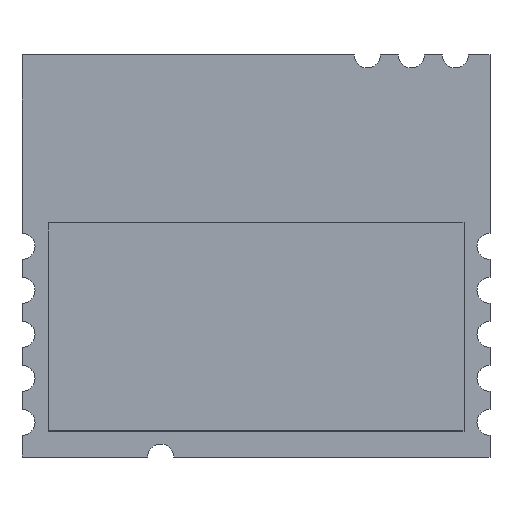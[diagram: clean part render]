
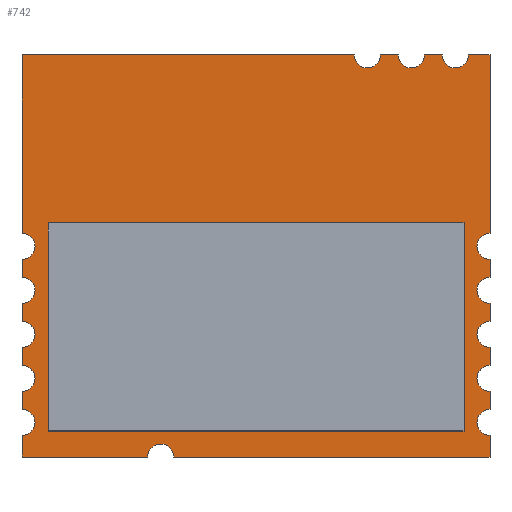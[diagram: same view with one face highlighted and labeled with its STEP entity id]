
A CAD part, top view. The second image highlights one B-rep face of the part: STEP entity #742.
In plain terms, the highlighted planar face has unit normal (0, 0, 1).
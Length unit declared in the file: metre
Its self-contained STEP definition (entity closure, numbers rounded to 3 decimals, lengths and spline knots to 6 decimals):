
#39=CIRCLE('',#826,0.000375);
#40=CIRCLE('',#827,0.000375);
#41=CIRCLE('',#828,0.000375);
#42=CIRCLE('',#829,0.000375);
#43=CIRCLE('',#830,0.000375);
#44=CIRCLE('',#831,0.000375);
#45=CIRCLE('',#832,0.000375);
#46=CIRCLE('',#833,0.000375);
#47=CIRCLE('',#834,0.000375);
#48=CIRCLE('',#835,0.000375);
#49=CIRCLE('',#836,0.000375);
#50=CIRCLE('',#837,0.000375);
#51=CIRCLE('',#838,0.000375);
#52=CIRCLE('',#839,0.000375);
#123=ORIENTED_EDGE('',*,*,#338,.F.);
#124=ORIENTED_EDGE('',*,*,#339,.T.);
#125=ORIENTED_EDGE('',*,*,#324,.T.);
#126=ORIENTED_EDGE('',*,*,#340,.F.);
#127=ORIENTED_EDGE('',*,*,#320,.T.);
#128=ORIENTED_EDGE('',*,*,#341,.F.);
#129=ORIENTED_EDGE('',*,*,#316,.T.);
#130=ORIENTED_EDGE('',*,*,#342,.F.);
#131=ORIENTED_EDGE('',*,*,#312,.T.);
#132=ORIENTED_EDGE('',*,*,#343,.F.);
#133=ORIENTED_EDGE('',*,*,#308,.T.);
#134=ORIENTED_EDGE('',*,*,#344,.F.);
#135=ORIENTED_EDGE('',*,*,#345,.T.);
#136=ORIENTED_EDGE('',*,*,#346,.F.);
#137=ORIENTED_EDGE('',*,*,#347,.F.);
#138=ORIENTED_EDGE('',*,*,#335,.F.);
#139=ORIENTED_EDGE('',*,*,#348,.F.);
#140=ORIENTED_EDGE('',*,*,#331,.F.);
#141=ORIENTED_EDGE('',*,*,#349,.F.);
#142=ORIENTED_EDGE('',*,*,#329,.F.);
#143=ORIENTED_EDGE('',*,*,#350,.F.);
#144=ORIENTED_EDGE('',*,*,#351,.F.);
#145=ORIENTED_EDGE('',*,*,#300,.F.);
#146=ORIENTED_EDGE('',*,*,#352,.F.);
#147=ORIENTED_EDGE('',*,*,#296,.F.);
#148=ORIENTED_EDGE('',*,*,#353,.F.);
#149=ORIENTED_EDGE('',*,*,#292,.F.);
#150=ORIENTED_EDGE('',*,*,#354,.F.);
#151=ORIENTED_EDGE('',*,*,#288,.F.);
#152=ORIENTED_EDGE('',*,*,#355,.F.);
#153=ORIENTED_EDGE('',*,*,#286,.F.);
#154=ORIENTED_EDGE('',*,*,#305,.T.);
#155=ORIENTED_EDGE('',*,*,#356,.F.);
#156=ORIENTED_EDGE('',*,*,#357,.T.);
#157=ORIENTED_EDGE('',*,*,#358,.T.);
#158=ORIENTED_EDGE('',*,*,#359,.F.);
#286=EDGE_CURVE('',#394,#392,#466,.T.);
#288=EDGE_CURVE('',#395,#397,#468,.T.);
#292=EDGE_CURVE('',#399,#401,#472,.T.);
#296=EDGE_CURVE('',#403,#405,#476,.T.);
#300=EDGE_CURVE('',#407,#409,#480,.T.);
#305=EDGE_CURVE('',#394,#412,#485,.T.);
#308=EDGE_CURVE('',#416,#415,#488,.T.);
#312=EDGE_CURVE('',#420,#419,#492,.T.);
#316=EDGE_CURVE('',#424,#423,#496,.T.);
#320=EDGE_CURVE('',#428,#427,#500,.T.);
#324=EDGE_CURVE('',#432,#431,#504,.T.);
#329=EDGE_CURVE('',#436,#434,#509,.T.);
#331=EDGE_CURVE('',#437,#439,#511,.T.);
#335=EDGE_CURVE('',#441,#443,#515,.T.);
#338=EDGE_CURVE('',#445,#412,#39,.T.);
#339=EDGE_CURVE('',#445,#432,#518,.T.);
#340=EDGE_CURVE('',#428,#431,#40,.T.);
#341=EDGE_CURVE('',#424,#427,#41,.T.);
#342=EDGE_CURVE('',#420,#423,#42,.T.);
#343=EDGE_CURVE('',#416,#419,#43,.T.);
#344=EDGE_CURVE('',#446,#415,#44,.T.);
#345=EDGE_CURVE('',#446,#447,#519,.T.);
#346=EDGE_CURVE('',#448,#447,#520,.T.);
#347=EDGE_CURVE('',#443,#448,#45,.T.);
#348=EDGE_CURVE('',#439,#441,#46,.T.);
#349=EDGE_CURVE('',#434,#437,#47,.T.);
#350=EDGE_CURVE('',#449,#436,#521,.T.);
#351=EDGE_CURVE('',#409,#449,#48,.T.);
#352=EDGE_CURVE('',#405,#407,#49,.T.);
#353=EDGE_CURVE('',#401,#403,#50,.T.);
#354=EDGE_CURVE('',#397,#399,#51,.T.);
#355=EDGE_CURVE('',#392,#395,#52,.T.);
#356=EDGE_CURVE('',#450,#451,#522,.T.);
#357=EDGE_CURVE('',#450,#452,#523,.T.);
#358=EDGE_CURVE('',#452,#453,#524,.T.);
#359=EDGE_CURVE('',#451,#453,#525,.T.);
#392=VERTEX_POINT('',#1098);
#394=VERTEX_POINT('',#1102);
#395=VERTEX_POINT('',#1106);
#397=VERTEX_POINT('',#1109);
#399=VERTEX_POINT('',#1115);
#401=VERTEX_POINT('',#1118);
#403=VERTEX_POINT('',#1124);
#405=VERTEX_POINT('',#1127);
#407=VERTEX_POINT('',#1133);
#409=VERTEX_POINT('',#1136);
#412=VERTEX_POINT('',#1144);
#415=VERTEX_POINT('',#1151);
#416=VERTEX_POINT('',#1153);
#419=VERTEX_POINT('',#1160);
#420=VERTEX_POINT('',#1162);
#423=VERTEX_POINT('',#1169);
#424=VERTEX_POINT('',#1171);
#427=VERTEX_POINT('',#1178);
#428=VERTEX_POINT('',#1180);
#431=VERTEX_POINT('',#1187);
#432=VERTEX_POINT('',#1189);
#434=VERTEX_POINT('',#1194);
#436=VERTEX_POINT('',#1198);
#437=VERTEX_POINT('',#1202);
#439=VERTEX_POINT('',#1205);
#441=VERTEX_POINT('',#1211);
#443=VERTEX_POINT('',#1214);
#445=VERTEX_POINT('',#1220);
#446=VERTEX_POINT('',#1227);
#447=VERTEX_POINT('',#1229);
#448=VERTEX_POINT('',#1231);
#449=VERTEX_POINT('',#1236);
#450=VERTEX_POINT('',#1243);
#451=VERTEX_POINT('',#1244);
#452=VERTEX_POINT('',#1246);
#453=VERTEX_POINT('',#1248);
#466=LINE('',#1103,#546);
#468=LINE('',#1108,#548);
#472=LINE('',#1117,#552);
#476=LINE('',#1126,#556);
#480=LINE('',#1135,#560);
#485=LINE('',#1145,#565);
#488=LINE('',#1152,#568);
#492=LINE('',#1161,#572);
#496=LINE('',#1170,#576);
#500=LINE('',#1179,#580);
#504=LINE('',#1188,#584);
#509=LINE('',#1199,#589);
#511=LINE('',#1204,#591);
#515=LINE('',#1213,#595);
#518=LINE('',#1221,#598);
#519=LINE('',#1228,#599);
#520=LINE('',#1230,#600);
#521=LINE('',#1235,#601);
#522=LINE('',#1242,#602);
#523=LINE('',#1245,#603);
#524=LINE('',#1247,#604);
#525=LINE('',#1249,#605);
#546=VECTOR('',#885,1.);
#548=VECTOR('',#889,1.);
#552=VECTOR('',#895,1.);
#556=VECTOR('',#901,1.);
#560=VECTOR('',#907,1.);
#565=VECTOR('',#914,1.);
#568=VECTOR('',#919,1.);
#572=VECTOR('',#925,1.);
#576=VECTOR('',#931,1.);
#580=VECTOR('',#937,1.);
#584=VECTOR('',#943,1.);
#589=VECTOR('',#950,1.);
#591=VECTOR('',#954,1.);
#595=VECTOR('',#960,1.);
#598=VECTOR('',#967,1.);
#599=VECTOR('',#978,1.);
#600=VECTOR('',#979,1.);
#601=VECTOR('',#986,1.);
#602=VECTOR('',#997,1.);
#603=VECTOR('',#998,1.);
#604=VECTOR('',#999,1.);
#605=VECTOR('',#1000,1.);
#637=EDGE_LOOP('',(#123,#124,#125,#126,#127,#128,#129,#130,#131,#132,#133,
#134,#135,#136,#137,#138,#139,#140,#141,#142,#143,#144,#145,#146,#147,#148,
#149,#150,#151,#152,#153,#154));
#638=EDGE_LOOP('',(#155,#156,#157,#158));
#677=FACE_BOUND('',#637,.T.);
#678=FACE_BOUND('',#638,.T.);
#717=PLANE('',#825);
#742=ADVANCED_FACE('',(#677,#678),#717,.T.);
#825=AXIS2_PLACEMENT_3D('',#1218,#963,#964);
#826=AXIS2_PLACEMENT_3D('',#1219,#965,#966);
#827=AXIS2_PLACEMENT_3D('',#1222,#968,#969);
#828=AXIS2_PLACEMENT_3D('',#1223,#970,#971);
#829=AXIS2_PLACEMENT_3D('',#1224,#972,#973);
#830=AXIS2_PLACEMENT_3D('',#1225,#974,#975);
#831=AXIS2_PLACEMENT_3D('',#1226,#976,#977);
#832=AXIS2_PLACEMENT_3D('',#1232,#980,#981);
#833=AXIS2_PLACEMENT_3D('',#1233,#982,#983);
#834=AXIS2_PLACEMENT_3D('',#1234,#984,#985);
#835=AXIS2_PLACEMENT_3D('',#1237,#987,#988);
#836=AXIS2_PLACEMENT_3D('',#1238,#989,#990);
#837=AXIS2_PLACEMENT_3D('',#1239,#991,#992);
#838=AXIS2_PLACEMENT_3D('',#1240,#993,#994);
#839=AXIS2_PLACEMENT_3D('',#1241,#995,#996);
#885=DIRECTION('',(0.,1.,0.));
#889=DIRECTION('',(0.,1.,0.));
#895=DIRECTION('',(0.,1.,0.));
#901=DIRECTION('',(0.,1.,0.));
#907=DIRECTION('',(0.,1.,0.));
#914=DIRECTION('',(1.,0.,0.));
#919=DIRECTION('',(0.,1.,0.));
#925=DIRECTION('',(0.,1.,0.));
#931=DIRECTION('',(0.,1.,0.));
#937=DIRECTION('',(0.,1.,0.));
#943=DIRECTION('',(0.,1.,0.));
#950=DIRECTION('',(1.,0.,0.));
#954=DIRECTION('',(1.,0.,0.));
#960=DIRECTION('',(1.,0.,0.));
#963=DIRECTION('',(0.,0.,1.));
#964=DIRECTION('',(1.,0.,0.));
#965=DIRECTION('',(0.,0.,1.));
#966=DIRECTION('',(1.,0.,0.));
#967=DIRECTION('',(1.,0.,0.));
#968=DIRECTION('',(0.,0.,1.));
#969=DIRECTION('',(1.,0.,0.));
#970=DIRECTION('',(0.,0.,1.));
#971=DIRECTION('',(1.,0.,0.));
#972=DIRECTION('',(0.,0.,1.));
#973=DIRECTION('',(1.,0.,0.));
#974=DIRECTION('',(0.,0.,1.));
#975=DIRECTION('',(1.,0.,0.));
#976=DIRECTION('',(0.,0.,1.));
#977=DIRECTION('',(1.,0.,0.));
#978=DIRECTION('',(0.,1.,0.));
#979=DIRECTION('',(1.,0.,0.));
#980=DIRECTION('',(0.,0.,1.));
#981=DIRECTION('',(1.,0.,0.));
#982=DIRECTION('',(0.,0.,1.));
#983=DIRECTION('',(1.,0.,0.));
#984=DIRECTION('',(0.,0.,1.));
#985=DIRECTION('',(1.,0.,0.));
#986=DIRECTION('',(0.,1.,0.));
#987=DIRECTION('',(0.,0.,1.));
#988=DIRECTION('',(1.,0.,0.));
#989=DIRECTION('',(0.,0.,1.));
#990=DIRECTION('',(1.,0.,0.));
#991=DIRECTION('',(0.,0.,1.));
#992=DIRECTION('',(1.,0.,0.));
#993=DIRECTION('',(0.,0.,1.));
#994=DIRECTION('',(1.,0.,0.));
#995=DIRECTION('',(0.,0.,1.));
#996=DIRECTION('',(1.,0.,0.));
#997=DIRECTION('',(0.,-1.,0.));
#998=DIRECTION('',(1.,0.,0.));
#999=DIRECTION('',(0.,-1.,0.));
#1000=DIRECTION('',(1.,0.,0.));
#1098=CARTESIAN_POINT('',(0.,0.000625,0.0008));
#1102=CARTESIAN_POINT('',(0.,0.,0.0008));
#1103=CARTESIAN_POINT('',(0.,0.0058,0.0008));
#1106=CARTESIAN_POINT('',(0.,0.001375,0.0008));
#1108=CARTESIAN_POINT('',(0.,0.0058,0.0008));
#1109=CARTESIAN_POINT('',(0.,0.001895,0.0008));
#1115=CARTESIAN_POINT('',(0.,0.002645,0.0008));
#1117=CARTESIAN_POINT('',(0.,0.0058,0.0008));
#1118=CARTESIAN_POINT('',(0.,0.003165,0.0008));
#1124=CARTESIAN_POINT('',(0.,0.003915,0.0008));
#1126=CARTESIAN_POINT('',(0.,0.0058,0.0008));
#1127=CARTESIAN_POINT('',(0.,0.004435,0.0008));
#1133=CARTESIAN_POINT('',(0.,0.005185,0.0008));
#1135=CARTESIAN_POINT('',(0.,0.0058,0.0008));
#1136=CARTESIAN_POINT('',(0.,0.005705,0.0008));
#1144=CARTESIAN_POINT('',(0.003625,0.,0.0008));
#1145=CARTESIAN_POINT('',(0.00675,0.,0.0008));
#1151=CARTESIAN_POINT('',(0.0135,0.005705,0.0008));
#1152=CARTESIAN_POINT('',(0.0135,0.0058,0.0008));
#1153=CARTESIAN_POINT('',(0.0135,0.005185,0.0008));
#1160=CARTESIAN_POINT('',(0.0135,0.004435,0.0008));
#1161=CARTESIAN_POINT('',(0.0135,0.0058,0.0008));
#1162=CARTESIAN_POINT('',(0.0135,0.003915,0.0008));
#1169=CARTESIAN_POINT('',(0.0135,0.003165,0.0008));
#1170=CARTESIAN_POINT('',(0.0135,0.0058,0.0008));
#1171=CARTESIAN_POINT('',(0.0135,0.002645,0.0008));
#1178=CARTESIAN_POINT('',(0.0135,0.001895,0.0008));
#1179=CARTESIAN_POINT('',(0.0135,0.0058,0.0008));
#1180=CARTESIAN_POINT('',(0.0135,0.001375,0.0008));
#1187=CARTESIAN_POINT('',(0.0135,0.000625,0.0008));
#1188=CARTESIAN_POINT('',(0.0135,0.0058,0.0008));
#1189=CARTESIAN_POINT('',(0.0135,0.,0.0008));
#1194=CARTESIAN_POINT('',(0.009585,0.0116,0.0008));
#1198=CARTESIAN_POINT('',(0.,0.0116,0.0008));
#1199=CARTESIAN_POINT('',(0.00675,0.0116,0.0008));
#1202=CARTESIAN_POINT('',(0.010335,0.0116,0.0008));
#1204=CARTESIAN_POINT('',(0.00675,0.0116,0.0008));
#1205=CARTESIAN_POINT('',(0.010855,0.0116,0.0008));
#1211=CARTESIAN_POINT('',(0.011605,0.0116,0.0008));
#1213=CARTESIAN_POINT('',(0.00675,0.0116,0.0008));
#1214=CARTESIAN_POINT('',(0.012125,0.0116,0.0008));
#1218=CARTESIAN_POINT('',(0.00675,0.0058,0.0008));
#1219=CARTESIAN_POINT('',(0.004,0.,0.0008));
#1220=CARTESIAN_POINT('',(0.004375,0.,0.0008));
#1221=CARTESIAN_POINT('',(0.00675,0.,0.0008));
#1222=CARTESIAN_POINT('',(0.0135,0.001,0.0008));
#1223=CARTESIAN_POINT('',(0.0135,0.00227,0.0008));
#1224=CARTESIAN_POINT('',(0.0135,0.00354,0.0008));
#1225=CARTESIAN_POINT('',(0.0135,0.00481,0.0008));
#1226=CARTESIAN_POINT('',(0.0135,0.00608,0.0008));
#1227=CARTESIAN_POINT('',(0.0135,0.006455,0.0008));
#1228=CARTESIAN_POINT('',(0.0135,0.0058,0.0008));
#1229=CARTESIAN_POINT('',(0.0135,0.0116,0.0008));
#1230=CARTESIAN_POINT('',(0.00675,0.0116,0.0008));
#1231=CARTESIAN_POINT('',(0.012875,0.0116,0.0008));
#1232=CARTESIAN_POINT('',(0.0125,0.0116,0.0008));
#1233=CARTESIAN_POINT('',(0.01123,0.0116,0.0008));
#1234=CARTESIAN_POINT('',(0.00996,0.0116,0.0008));
#1235=CARTESIAN_POINT('',(0.,0.0058,0.0008));
#1236=CARTESIAN_POINT('',(0.,0.006455,0.0008));
#1237=CARTESIAN_POINT('',(0.,0.00608,0.0008));
#1238=CARTESIAN_POINT('',(0.,0.00481,0.0008));
#1239=CARTESIAN_POINT('',(0.,0.00354,0.0008));
#1240=CARTESIAN_POINT('',(0.,0.00227,0.0008));
#1241=CARTESIAN_POINT('',(0.,0.001,0.0008));
#1242=CARTESIAN_POINT('',(0.00075,0.00375,0.0008));
#1243=CARTESIAN_POINT('',(0.00075,0.00675,0.0008));
#1244=CARTESIAN_POINT('',(0.00075,0.00075,0.0008));
#1245=CARTESIAN_POINT('',(0.00675,0.00675,0.0008));
#1246=CARTESIAN_POINT('',(0.01275,0.00675,0.0008));
#1247=CARTESIAN_POINT('',(0.01275,0.00375,0.0008));
#1248=CARTESIAN_POINT('',(0.01275,0.00075,0.0008));
#1249=CARTESIAN_POINT('',(0.00675,0.00075,0.0008));
